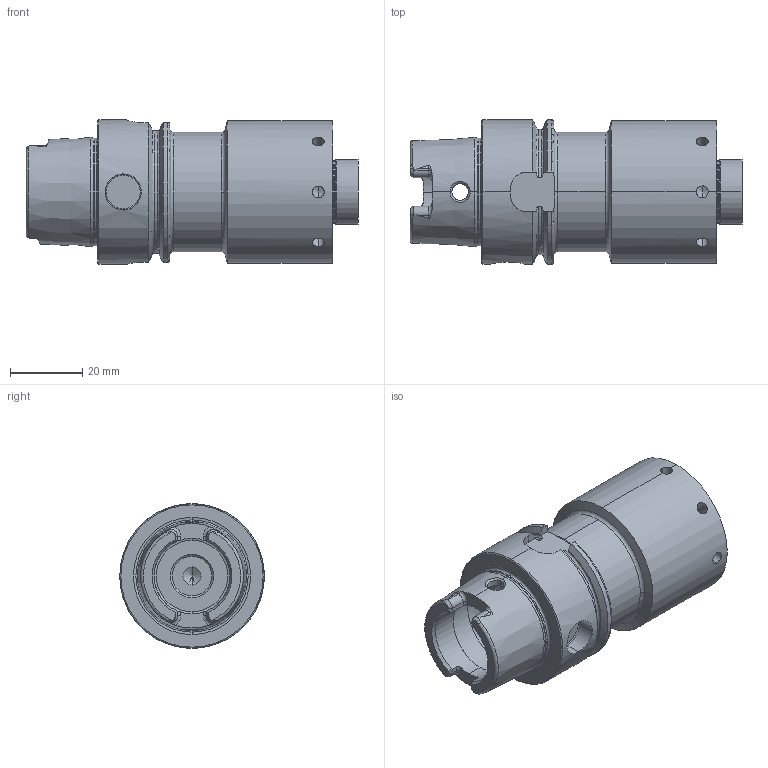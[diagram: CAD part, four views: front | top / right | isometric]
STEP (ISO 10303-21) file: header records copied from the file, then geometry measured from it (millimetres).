
FILE_DESCRIPTION (( 'STEP AP214' ), '1' );
FILE_NAME ('HA4.D18.001.065.STEP', '2024-02-26T14:10:57', ( '' ), ( '' ), 'SwSTEP 2.0', 'SolidWorks 2022', '' );
FILE_SCHEMA (( 'AUTOMOTIVE_DESIGN' ));
Length unit declared in the file: millimetre
Products named in the file (1): HA4.D18.001.065
Bounding box: 91.9 x 40 x 40 mm (x, y, z)
Volume: 74180.5 mm3; surface area: 16858.6 mm2
Topology: 1 solids, 1 shells, 213 faces, 554 edges, 333 vertices
Faces by surface type: cylinder 70, cone 50, plane 48, torus 41, bspline 4
Entity records: 9269 total; most frequent: CARTESIAN_POINT 2860, ORIENTED_EDGE 1068, DIRECTION 1019, EDGE_CURVE 534, AXIS2_PLACEMENT_3D 418, VERTEX_POINT 333, EDGE_LOOP 227, FACE_OUTER_BOUND 213
